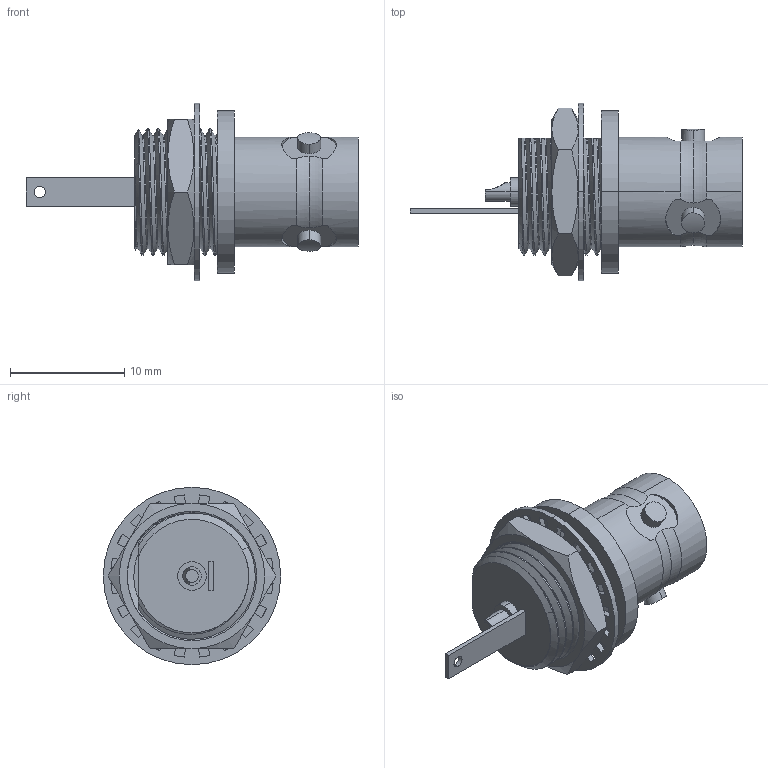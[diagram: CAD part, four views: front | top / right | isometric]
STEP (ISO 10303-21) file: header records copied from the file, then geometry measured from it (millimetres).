
FILE_DESCRIPTION (( 'STEP AP214' ), '1' );
FILE_NAME ('LCCN10-06593OEM_3D.step', '2023-08-18T19:31:44', ( '' ), ( '' ), 'SwSTEP 2.0', 'SolidWorks 2022', '' );
FILE_SCHEMA (( 'AUTOMOTIVE_DESIGN' ));
Length unit declared in the file: inch
Products named in the file (5): Copy of 10-06593OEM-MA3^LCCN10-06593OEM; Copy of 10-06593OEM-MA4^LCCN10-06593OEM; Copy of 10-06593OEM-MA2^LCCN10-06593OEM; LCCN10-06593OEM_3D; Copy of 10-06593OEM-MA1^LCCN10-06593OEM
Assembly tree (4 placements, depth 2):
  LCCN10-06593OEM_3D
    Copy of 10-06593OEM-MA1^LCCN10-06593OEM
    Copy of 10-06593OEM-MA4^LCCN10-06593OEM
    Copy of 10-06593OEM-MA2^LCCN10-06593OEM
    Copy of 10-06593OEM-MA3^LCCN10-06593OEM
Bounding box: 29 x 15.49 x 15.49 mm (x, y, z)
Volume: 1367.6 mm3; surface area: 2310.7 mm2
Topology: 4 solids, 4 shells, 283 faces, 748 edges, 486 vertices
Faces by surface type: cylinder 112, plane 86, cone 47, bspline 30, torus 8
Entity records: 19192 total; most frequent: CARTESIAN_POINT 12042, ORIENTED_EDGE 1492, DIRECTION 1267, EDGE_CURVE 746, VERTEX_POINT 486, AXIS2_PLACEMENT_3D 485, EDGE_LOOP 304, LINE 297
